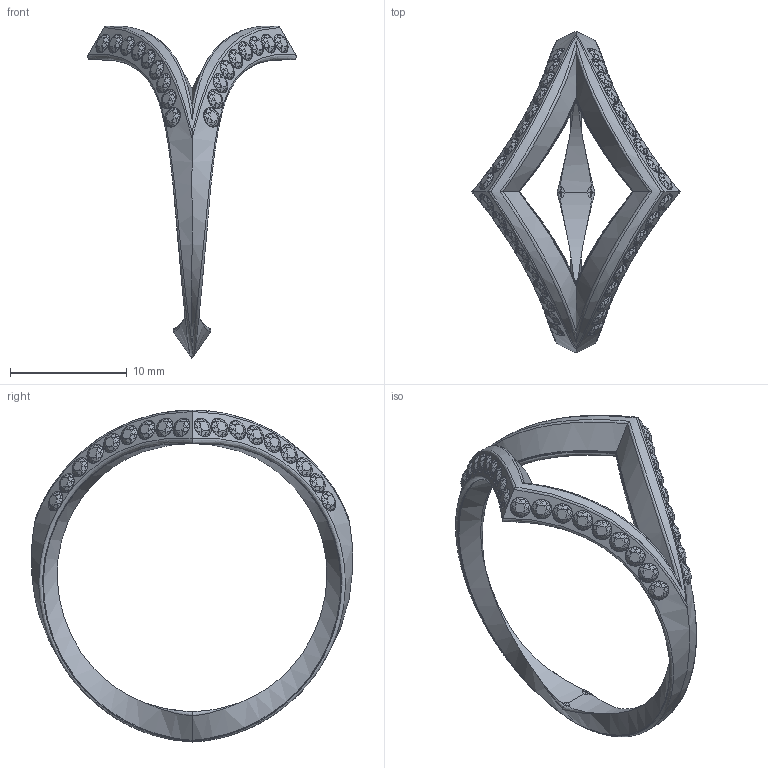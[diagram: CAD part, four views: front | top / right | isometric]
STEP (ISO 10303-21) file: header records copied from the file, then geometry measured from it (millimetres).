
FILE_DESCRIPTION(('FreeCAD Model'),'2;1');
FILE_NAME('Open CASCADE Shape Model','2025-05-04T13:38:03',('FreeCAD'),( 'FreeCAD'),'Open CASCADE STEP processor 7.6','FreeCAD','Unknown');
FILE_SCHEMA(('AUTOMOTIVE_DESIGN { 1 0 10303 214 1 1 1 1 }'));
Products named in the file (1): Open CASCADE STEP translator 7.6 1
Bounding box: 17.86 x 27.54 x 28.45 mm (x, y, z)
Volume: 546.4 mm3; surface area: 1205.5 mm2
Topology: 49 solids, 49 shells, 8159 faces, 19652 edges, 11620 vertices
Faces by surface type: bspline 8159
Entity records: 216757 total; most frequent: CARTESIAN_POINT 93721, ORIENTED_EDGE 39304, EDGE_CURVE 19652, B_SPLINE_CURVE_WITH_KNOTS 19652, VERTEX_POINT 11620, FACE_BOUND 8192, EDGE_LOOP 8192, ADVANCED_FACE 8159
